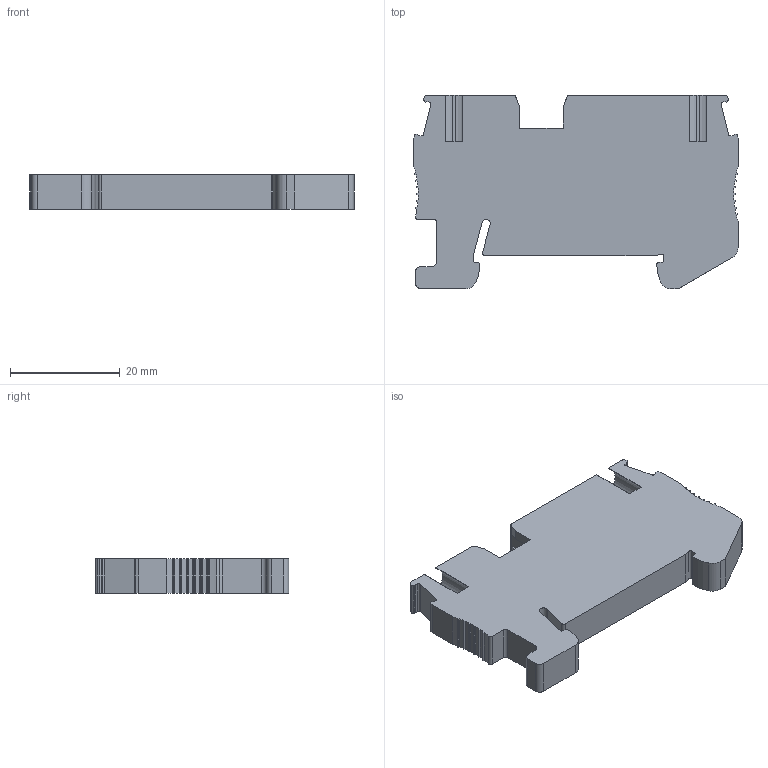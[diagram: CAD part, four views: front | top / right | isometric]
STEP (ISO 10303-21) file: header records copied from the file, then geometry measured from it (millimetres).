
FILE_DESCRIPTION((''),'2;1');
FILE_NAME('UJ6-4FD','2023-11-01T',('Administrator'),(''),'PRO/ENGINEER BY PARAMETRIC TECHNOLOGY CORPORATION, 2013230','PRO/ENGINEER BY PARAMETRIC TECHNOLOGY CORPORATION, 2013230','');
FILE_SCHEMA(('CONFIG_CONTROL_DESIGN'));
Length unit declared in the file: millimetre
Products named in the file (1): UJ6-4FD
Bounding box: 59 x 35.2 x 6.2 mm (x, y, z)
Volume: 9082.2 mm3; surface area: 5960.6 mm2
Topology: 1 solids, 1 shells, 192 faces, 559 edges, 372 vertices
Faces by surface type: plane 132, cylinder 60
Entity records: 6365 total; most frequent: CARTESIAN_POINT 1123, ORIENTED_EDGE 1118, DIRECTION 1063, EDGE_CURVE 559, VECTOR 439, LINE 439, VERTEX_POINT 372, AXIS2_PLACEMENT_3D 312
